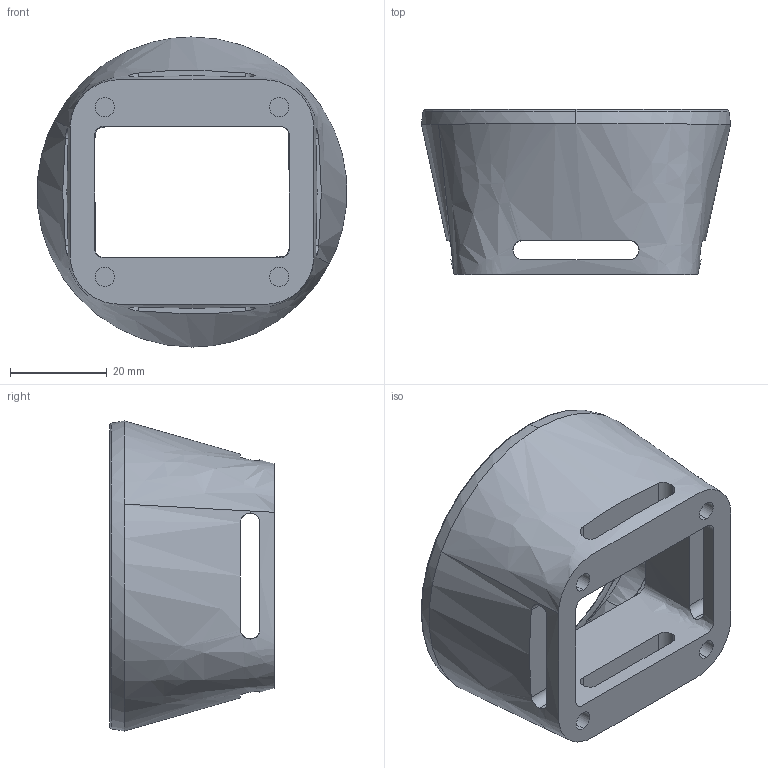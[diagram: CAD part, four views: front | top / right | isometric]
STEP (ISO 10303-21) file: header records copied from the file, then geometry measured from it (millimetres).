
FILE_DESCRIPTION (( 'STEP AP214' ), '1' );
FILE_NAME ('aluminium_frame1.STEP', '2023-07-29T03:41:28', ( '' ), ( '' ), 'SwSTEP 2.0', 'SolidWorks 2021', '' );
FILE_SCHEMA (( 'AUTOMOTIVE_DESIGN' ));
Length unit declared in the file: millimetre
Products named in the file (1): aluminium_frame1
Bounding box: 63.79 x 34 x 64 mm (x, y, z)
Volume: 36294.7 mm3; surface area: 15864.8 mm2
Topology: 1 solids, 1 shells, 127 faces, 335 edges, 223 vertices
Faces by surface type: cylinder 44, bspline 44, plane 27, torus 10, cone 2
Entity records: 10493 total; most frequent: CARTESIAN_POINT 7668, ORIENTED_EDGE 670, DIRECTION 446, EDGE_CURVE 335, VERTEX_POINT 223, AXIS2_PLACEMENT_3D 188, B_SPLINE_CURVE_WITH_KNOTS 160, EDGE_LOOP 150
